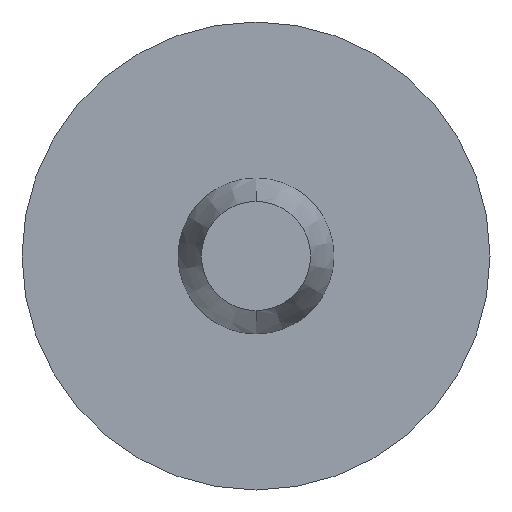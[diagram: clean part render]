
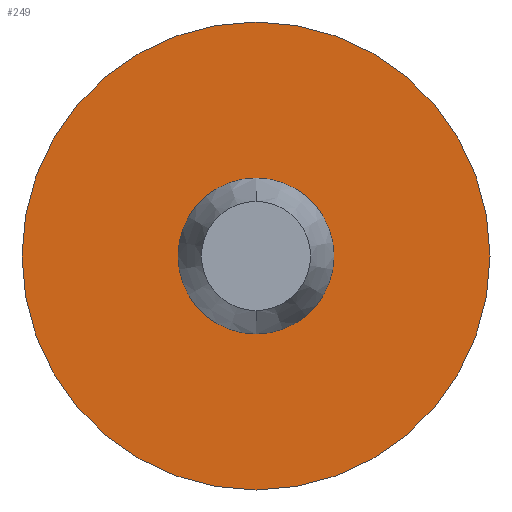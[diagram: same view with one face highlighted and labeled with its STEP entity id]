
A CAD part, front view. The second image highlights one B-rep face of the part: STEP entity #249.
In plain terms, the highlighted planar face has unit normal (0, -1, 0).
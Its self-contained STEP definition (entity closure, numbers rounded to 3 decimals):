
#2 = DIRECTION ( 'NONE',  ( 0., -1., 0. ) ) ;
#3 = AXIS2_PLACEMENT_3D ( 'NONE', #144, #73, #97 ) ;
#4 = EDGE_CURVE ( 'NONE', #131, #106, #77, .T. ) ;
#13 = CARTESIAN_POINT ( 'NONE',  ( 0., 5., 9. ) ) ;
#21 = DIRECTION ( 'NONE',  ( 0., 0., -1. ) ) ;
#23 = ORIENTED_EDGE ( 'NONE', *, *, #89, .F. ) ;
#25 = AXIS2_PLACEMENT_3D ( 'NONE', #39, #208, #69 ) ;
#39 = CARTESIAN_POINT ( 'NONE',  ( 0., 5., 0. ) ) ;
#44 = EDGE_CURVE ( 'NONE', #201, #292, #236, .T. ) ;
#46 = CIRCLE ( 'NONE', #103, 9. ) ;
#53 = EDGE_CURVE ( 'NONE', #292, #201, #46, .T. ) ;
#69 = DIRECTION ( 'NONE',  ( 0., 0., -1. ) ) ;
#70 = PLANE ( 'NONE',  #3 ) ;
#73 = DIRECTION ( 'NONE',  ( 0., 1., 0. ) ) ;
#77 = CIRCLE ( 'NONE', #226, 2.1 ) ;
#87 = ORIENTED_EDGE ( 'NONE', *, *, #53, .T. ) ;
#89 = EDGE_CURVE ( 'NONE', #106, #131, #273, .T. ) ;
#91 = CARTESIAN_POINT ( 'NONE',  ( 0., 5., 0. ) ) ;
#97 = DIRECTION ( 'NONE',  ( 0., 0., 1. ) ) ;
#103 = AXIS2_PLACEMENT_3D ( 'NONE', #91, #296, #21 ) ;
#106 = VERTEX_POINT ( 'NONE', #209 ) ;
#117 = CARTESIAN_POINT ( 'NONE',  ( 0., 5., 0. ) ) ;
#131 = VERTEX_POINT ( 'NONE', #138 ) ;
#138 = CARTESIAN_POINT ( 'NONE',  ( 0., 5., -2.1 ) ) ;
#144 = CARTESIAN_POINT ( 'NONE',  ( -2.1, 5., 0. ) ) ;
#161 = DIRECTION ( 'NONE',  ( 0., 0., -1. ) ) ;
#163 = CARTESIAN_POINT ( 'NONE',  ( 0., 5., 0. ) ) ;
#182 = DIRECTION ( 'NONE',  ( 0., -1., 0. ) ) ;
#191 = FACE_OUTER_BOUND ( 'NONE', #256, .T. ) ;
#201 = VERTEX_POINT ( 'NONE', #265 ) ;
#207 = ORIENTED_EDGE ( 'NONE', *, *, #4, .F. ) ;
#208 = DIRECTION ( 'NONE',  ( 0., -1., 0. ) ) ;
#209 = CARTESIAN_POINT ( 'NONE',  ( 0., 5., 2.1 ) ) ;
#226 = AXIS2_PLACEMENT_3D ( 'NONE', #163, #182, #233 ) ;
#233 = DIRECTION ( 'NONE',  ( 0., 0., -1. ) ) ;
#236 = CIRCLE ( 'NONE', #25, 9. ) ;
#249 = ADVANCED_FACE ( 'NONE', ( #260, #191 ), #70, .F. ) ;
#256 = EDGE_LOOP ( 'NONE', ( #279, #87 ) ) ;
#260 = FACE_BOUND ( 'NONE', #295, .T. ) ;
#264 = AXIS2_PLACEMENT_3D ( 'NONE', #117, #2, #161 ) ;
#265 = CARTESIAN_POINT ( 'NONE',  ( 0., 5., -9. ) ) ;
#273 = CIRCLE ( 'NONE', #264, 2.1 ) ;
#279 = ORIENTED_EDGE ( 'NONE', *, *, #44, .T. ) ;
#292 = VERTEX_POINT ( 'NONE', #13 ) ;
#295 = EDGE_LOOP ( 'NONE', ( #207, #23 ) ) ;
#296 = DIRECTION ( 'NONE',  ( 0., -1., 0. ) ) ;
